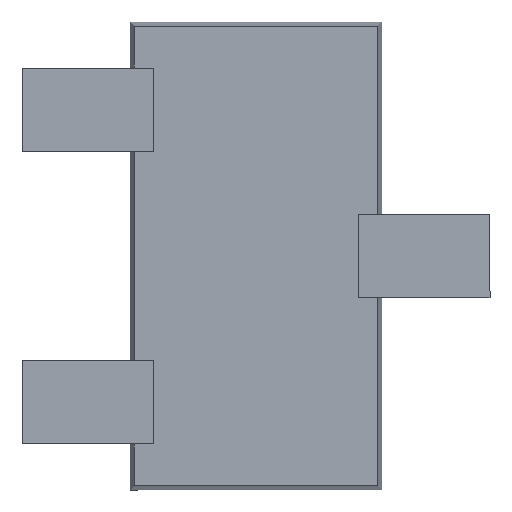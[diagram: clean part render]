
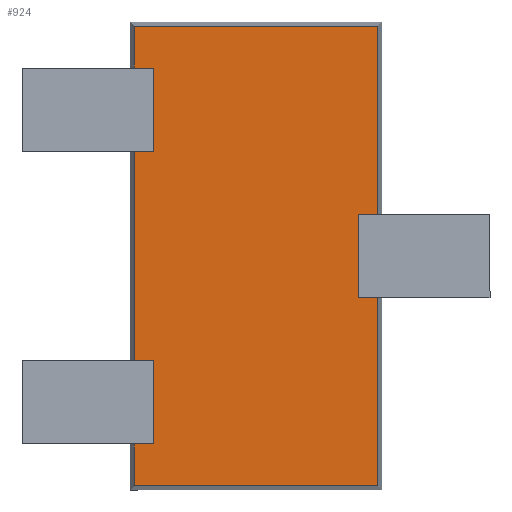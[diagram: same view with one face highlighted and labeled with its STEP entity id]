
A CAD part, front view. The second image highlights one B-rep face of the part: STEP entity #924.
In plain terms, the highlighted planar face has unit normal (0, -1, 0).
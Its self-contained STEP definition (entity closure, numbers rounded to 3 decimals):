
#9 = ORIENTED_EDGE ( 'NONE', *, *, #579, .F. ) ;
#12 = CARTESIAN_POINT ( 'NONE',  ( 0.35, 0.1, 0.143 ) ) ;
#32 = CARTESIAN_POINT ( 'NONE',  ( 0., 0.1, 0.642 ) ) ;
#36 = LINE ( 'NONE', #409, #858 ) ;
#39 = EDGE_CURVE ( 'NONE', #369, #609, #245, .T. ) ;
#50 = EDGE_CURVE ( 'NONE', #1448, #1541, #1373, .T. ) ;
#64 = VERTEX_POINT ( 'NONE', #256 ) ;
#66 = EDGE_CURVE ( 'NONE', #1596, #335, #510, .T. ) ;
#68 = CARTESIAN_POINT ( 'NONE',  ( -0.35, 0.1, 0. ) ) ;
#70 = CARTESIAN_POINT ( 'NONE',  ( -0.35, 0.1, -0.643 ) ) ;
#77 = VECTOR ( 'NONE', #595, 1000. ) ;
#109 = EDGE_CURVE ( 'NONE', #1357, #596, #1392, .T. ) ;
#125 = EDGE_CURVE ( 'NONE', #609, #368, #36, .T. ) ;
#129 = DIRECTION ( 'NONE',  ( 1., 0., 0. ) ) ;
#136 = CARTESIAN_POINT ( 'NONE',  ( 0., 0.1, -0.143 ) ) ;
#138 = CARTESIAN_POINT ( 'NONE',  ( -0.35, 0.1, 0.357 ) ) ;
#142 = CARTESIAN_POINT ( 'NONE',  ( -0.416, 0.1, -0.358 ) ) ;
#153 = VECTOR ( 'NONE', #543, 1000. ) ;
#162 = CARTESIAN_POINT ( 'NONE',  ( 0.416, 0.1, -0.142 ) ) ;
#201 = VECTOR ( 'NONE', #685, 1000. ) ;
#230 = EDGE_CURVE ( 'NONE', #64, #733, #1514, .T. ) ;
#245 = LINE ( 'NONE', #459, #454 ) ;
#253 = CARTESIAN_POINT ( 'NONE',  ( -0.416, 0.1, 0.786 ) ) ;
#256 = CARTESIAN_POINT ( 'NONE',  ( -0.416, 0.1, 0.357 ) ) ;
#271 = EDGE_CURVE ( 'NONE', #733, #1357, #452, .T. ) ;
#304 = VECTOR ( 'NONE', #1503, 1000. ) ;
#314 = ORIENTED_EDGE ( 'NONE', *, *, #1327, .F. ) ;
#321 = AXIS2_PLACEMENT_3D ( 'NONE', #678, #1045, #322 ) ;
#322 = DIRECTION ( 'NONE',  ( 1., 0., 0. ) ) ;
#335 = VERTEX_POINT ( 'NONE', #1329 ) ;
#345 = DIRECTION ( 'NONE',  ( 0., 0., -1. ) ) ;
#352 = ORIENTED_EDGE ( 'NONE', *, *, #860, .T. ) ;
#356 = VECTOR ( 'NONE', #660, 1000. ) ;
#360 = VECTOR ( 'NONE', #557, 1000. ) ;
#362 = CARTESIAN_POINT ( 'NONE',  ( -0.416, 0.1, -0.8 ) ) ;
#368 = VERTEX_POINT ( 'NONE', #1210 ) ;
#369 = VERTEX_POINT ( 'NONE', #1081 ) ;
#374 = LINE ( 'NONE', #136, #1138 ) ;
#379 = ORIENTED_EDGE ( 'NONE', *, *, #39, .F. ) ;
#409 = CARTESIAN_POINT ( 'NONE',  ( 0.35, 0.1, 0. ) ) ;
#411 = LINE ( 'NONE', #362, #77 ) ;
#452 = LINE ( 'NONE', #68, #694 ) ;
#453 = LINE ( 'NONE', #1231, #1462 ) ;
#454 = VECTOR ( 'NONE', #582, 1000. ) ;
#459 = CARTESIAN_POINT ( 'NONE',  ( 0., 0.1, 0.142 ) ) ;
#465 = DIRECTION ( 'NONE',  ( 1., 0., 0. ) ) ;
#473 = VECTOR ( 'NONE', #345, 1000. ) ;
#503 = CARTESIAN_POINT ( 'NONE',  ( -0.35, 0.1, 0. ) ) ;
#510 = LINE ( 'NONE', #503, #1144 ) ;
#515 = ORIENTED_EDGE ( 'NONE', *, *, #1435, .T. ) ;
#516 = EDGE_CURVE ( 'NONE', #577, #596, #1082, .T. ) ;
#543 = DIRECTION ( 'NONE',  ( -1., 0., 0. ) ) ;
#557 = DIRECTION ( 'NONE',  ( 0., 0., 1. ) ) ;
#561 = CARTESIAN_POINT ( 'NONE',  ( -0.416, 0.1, -0.8 ) ) ;
#577 = VERTEX_POINT ( 'NONE', #253 ) ;
#579 = EDGE_CURVE ( 'NONE', #335, #770, #453, .T. ) ;
#582 = DIRECTION ( 'NONE',  ( -1., 0., 0. ) ) ;
#595 = DIRECTION ( 'NONE',  ( 0., 0., -1. ) ) ;
#596 = VERTEX_POINT ( 'NONE', #1099 ) ;
#597 = VERTEX_POINT ( 'NONE', #1116 ) ;
#607 = VERTEX_POINT ( 'NONE', #1246 ) ;
#609 = VERTEX_POINT ( 'NONE', #12 ) ;
#624 = CARTESIAN_POINT ( 'NONE',  ( -0.43, 0.1, 0.786 ) ) ;
#625 = ORIENTED_EDGE ( 'NONE', *, *, #1142, .T. ) ;
#626 = EDGE_CURVE ( 'NONE', #597, #577, #1124, .T. ) ;
#638 = LINE ( 'NONE', #1284, #1434 ) ;
#643 = CARTESIAN_POINT ( 'NONE',  ( -0.35, 0.1, 0.642 ) ) ;
#660 = DIRECTION ( 'NONE',  ( 0., 0., -1. ) ) ;
#678 = CARTESIAN_POINT ( 'NONE',  ( 0., 0.1, 0. ) ) ;
#685 = DIRECTION ( 'NONE',  ( 1., 0., 0. ) ) ;
#694 = VECTOR ( 'NONE', #1179, 1000. ) ;
#715 = ORIENTED_EDGE ( 'NONE', *, *, #109, .F. ) ;
#733 = VERTEX_POINT ( 'NONE', #138 ) ;
#753 = ORIENTED_EDGE ( 'NONE', *, *, #801, .F. ) ;
#770 = VERTEX_POINT ( 'NONE', #142 ) ;
#779 = CARTESIAN_POINT ( 'NONE',  ( 0., 0.1, 0.357 ) ) ;
#801 = EDGE_CURVE ( 'NONE', #1206, #1596, #638, .T. ) ;
#808 = ORIENTED_EDGE ( 'NONE', *, *, #626, .T. ) ;
#858 = VECTOR ( 'NONE', #1384, 1000. ) ;
#860 = EDGE_CURVE ( 'NONE', #369, #597, #1460, .T. ) ;
#873 = VECTOR ( 'NONE', #465, 1000. ) ;
#913 = ORIENTED_EDGE ( 'NONE', *, *, #125, .F. ) ;
#924 = ADVANCED_FACE ( 'NONE', ( #1551 ), #1177, .T. ) ;
#956 = LINE ( 'NONE', #1576, #873 ) ;
#987 = ORIENTED_EDGE ( 'NONE', *, *, #271, .F. ) ;
#990 = DIRECTION ( 'NONE',  ( 0., 0., 1. ) ) ;
#1000 = CARTESIAN_POINT ( 'NONE',  ( 0.416, 0.1, 0.8 ) ) ;
#1045 = DIRECTION ( 'NONE',  ( 0., -1., 0. ) ) ;
#1072 = CARTESIAN_POINT ( 'NONE',  ( -0.416, 0.1, -0.8 ) ) ;
#1081 = CARTESIAN_POINT ( 'NONE',  ( 0.416, 0.1, 0.143 ) ) ;
#1082 = LINE ( 'NONE', #1072, #473 ) ;
#1099 = CARTESIAN_POINT ( 'NONE',  ( -0.416, 0.1, 0.642 ) ) ;
#1116 = CARTESIAN_POINT ( 'NONE',  ( 0.416, 0.1, 0.786 ) ) ;
#1124 = LINE ( 'NONE', #624, #1393 ) ;
#1125 = DIRECTION ( 'NONE',  ( -1., 0., 0. ) ) ;
#1138 = VECTOR ( 'NONE', #129, 1000. ) ;
#1142 = EDGE_CURVE ( 'NONE', #1206, #607, #411, .T. ) ;
#1144 = VECTOR ( 'NONE', #990, 1000. ) ;
#1177 = PLANE ( 'NONE',  #321 ) ;
#1179 = DIRECTION ( 'NONE',  ( 0., 0., 1. ) ) ;
#1195 = LINE ( 'NONE', #561, #356 ) ;
#1206 = VERTEX_POINT ( 'NONE', #1222 ) ;
#1210 = CARTESIAN_POINT ( 'NONE',  ( 0.35, 0.1, -0.142 ) ) ;
#1222 = CARTESIAN_POINT ( 'NONE',  ( -0.416, 0.1, -0.643 ) ) ;
#1231 = CARTESIAN_POINT ( 'NONE',  ( 0., 0.1, -0.357 ) ) ;
#1246 = CARTESIAN_POINT ( 'NONE',  ( -0.416, 0.1, -0.786 ) ) ;
#1284 = CARTESIAN_POINT ( 'NONE',  ( 0., 0.1, -0.642 ) ) ;
#1327 = EDGE_CURVE ( 'NONE', #368, #1541, #374, .T. ) ;
#1329 = CARTESIAN_POINT ( 'NONE',  ( -0.35, 0.1, -0.358 ) ) ;
#1341 = ORIENTED_EDGE ( 'NONE', *, *, #66, .F. ) ;
#1357 = VERTEX_POINT ( 'NONE', #643 ) ;
#1373 = LINE ( 'NONE', #1000, #304 ) ;
#1376 = ORIENTED_EDGE ( 'NONE', *, *, #1570, .T. ) ;
#1384 = DIRECTION ( 'NONE',  ( 0., 0., -1. ) ) ;
#1391 = DIRECTION ( 'NONE',  ( 1., 0., 0. ) ) ;
#1392 = LINE ( 'NONE', #32, #153 ) ;
#1393 = VECTOR ( 'NONE', #1492, 1000. ) ;
#1399 = CARTESIAN_POINT ( 'NONE',  ( 0.416, 0.1, 0.8 ) ) ;
#1401 = ORIENTED_EDGE ( 'NONE', *, *, #516, .T. ) ;
#1420 = CARTESIAN_POINT ( 'NONE',  ( 0.416, 0.1, -0.786 ) ) ;
#1434 = VECTOR ( 'NONE', #1391, 1000. ) ;
#1435 = EDGE_CURVE ( 'NONE', #64, #770, #1195, .T. ) ;
#1448 = VERTEX_POINT ( 'NONE', #1420 ) ;
#1460 = LINE ( 'NONE', #1399, #360 ) ;
#1462 = VECTOR ( 'NONE', #1125, 1000. ) ;
#1487 = ORIENTED_EDGE ( 'NONE', *, *, #230, .F. ) ;
#1492 = DIRECTION ( 'NONE',  ( -1., 0., 0. ) ) ;
#1502 = ORIENTED_EDGE ( 'NONE', *, *, #50, .T. ) ;
#1503 = DIRECTION ( 'NONE',  ( 0., 0., 1. ) ) ;
#1514 = LINE ( 'NONE', #779, #201 ) ;
#1539 = EDGE_LOOP ( 'NONE', ( #753, #625, #1376, #1502, #314, #913, #379, #352, #808, #1401, #715, #987, #1487, #515, #9, #1341 ) ) ;
#1541 = VERTEX_POINT ( 'NONE', #162 ) ;
#1551 = FACE_OUTER_BOUND ( 'NONE', #1539, .T. ) ;
#1570 = EDGE_CURVE ( 'NONE', #607, #1448, #956, .T. ) ;
#1576 = CARTESIAN_POINT ( 'NONE',  ( 0.43, 0.1, -0.786 ) ) ;
#1596 = VERTEX_POINT ( 'NONE', #70 ) ;
